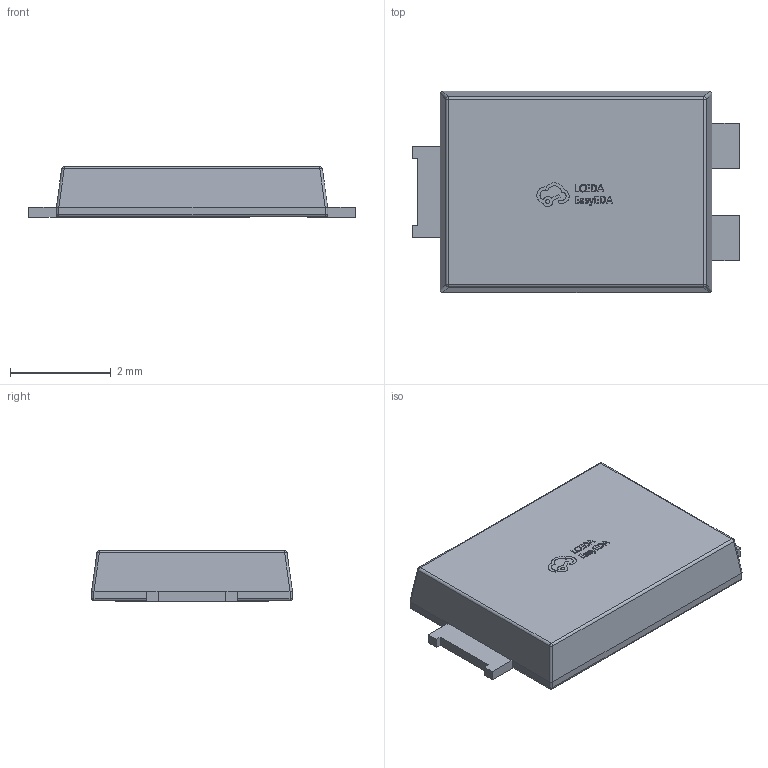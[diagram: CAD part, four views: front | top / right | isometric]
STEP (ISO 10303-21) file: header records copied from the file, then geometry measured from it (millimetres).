
FILE_DESCRIPTION (( 'STEP AP214' ), '1' );
FILE_NAME ('POWERDI-5_L5.4-W4.0-H1.0-LS6.5.step', '2022-07-09T03:57:05', ( '' ), ( '' ), 'SwSTEP 2.0', 'SolidWorks 2020', '' );
FILE_SCHEMA (( 'AUTOMOTIVE_DESIGN' ));
Length unit declared in the file: millimetre
Products named in the file (1): POWERDI-5_L5.4-W4.0-H1.0-LS6.5
Bounding box: 6.5 x 4 x 1.01 mm (x, y, z)
Volume: 21.2 mm3; surface area: 63.6 mm2
Topology: 1 solids, 1 shells, 349 faces, 937 edges, 612 vertices
Faces by surface type: plane 210, bspline 112, cylinder 19, sphere 8
Entity records: 15822 total; most frequent: CARTESIAN_POINT 4035, ORIENTED_EDGE 1866, DIRECTION 1199, EDGE_CURVE 933, VECTOR 663, LINE 663, VERTEX_POINT 612, EDGE_LOOP 375
